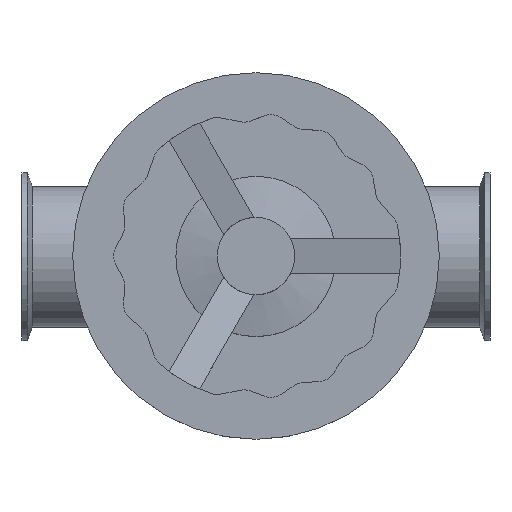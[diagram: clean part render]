
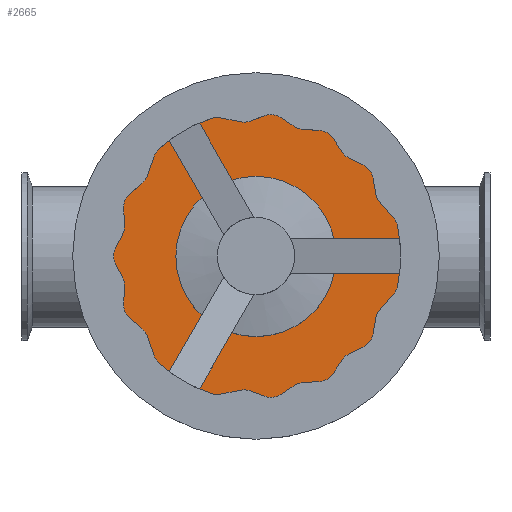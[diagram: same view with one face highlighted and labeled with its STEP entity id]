
A CAD part, top view. The second image highlights one B-rep face of the part: STEP entity #2665.
In plain terms, the highlighted planar face has unit normal (0, 0, 1).
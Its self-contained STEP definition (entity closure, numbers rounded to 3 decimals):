
#82=FACE_BOUND('',#463,.T.);
#154=PLANE('',#2981);
#297=FACE_OUTER_BOUND('',#462,.T.);
#462=EDGE_LOOP('',(#2407,#2408,#2409,#2410,#2411,#2412,#2413,#2414));
#463=EDGE_LOOP('',(#2415));
#682=LINE('',#4535,#907);
#684=LINE('',#4546,#909);
#686=LINE('',#4571,#911);
#688=LINE('',#4583,#913);
#907=VECTOR('',#3732,10.);
#909=VECTOR('',#3736,10.);
#911=VECTOR('',#3752,10.);
#913=VECTOR('',#3762,10.);
#995=CIRCLE('',#2852,43.5);
#1039=CIRCLE('',#2961,95.);
#1041=CIRCLE('',#2966,95.);
#1043=CIRCLE('',#2969,95.);
#1045=CIRCLE('',#2973,95.);
#1190=VERTEX_POINT('',#4241);
#1279=VERTEX_POINT('',#4516);
#1280=VERTEX_POINT('',#4521);
#1282=VERTEX_POINT('',#4530);
#1285=VERTEX_POINT('',#4540);
#1286=VERTEX_POINT('',#4545);
#1288=VERTEX_POINT('',#4557);
#1290=VERTEX_POINT('',#4566);
#1292=VERTEX_POINT('',#4575);
#1512=EDGE_CURVE('',#1190,#1190,#995,.T.);
#1643=EDGE_CURVE('',#1279,#1280,#1039,.T.);
#1647=EDGE_CURVE('',#1282,#1279,#682,.T.);
#1650=EDGE_CURVE('',#1285,#1286,#684,.T.);
#1653=EDGE_CURVE('',#1286,#1282,#1041,.T.);
#1656=EDGE_CURVE('',#1288,#1285,#1043,.T.);
#1659=EDGE_CURVE('',#1290,#1288,#686,.T.);
#1662=EDGE_CURVE('',#1292,#1290,#1045,.T.);
#1664=EDGE_CURVE('',#1280,#1292,#688,.T.);
#2407=ORIENTED_EDGE('',*,*,#1650,.F.);
#2408=ORIENTED_EDGE('',*,*,#1656,.F.);
#2409=ORIENTED_EDGE('',*,*,#1659,.F.);
#2410=ORIENTED_EDGE('',*,*,#1662,.F.);
#2411=ORIENTED_EDGE('',*,*,#1664,.F.);
#2412=ORIENTED_EDGE('',*,*,#1643,.F.);
#2413=ORIENTED_EDGE('',*,*,#1647,.F.);
#2414=ORIENTED_EDGE('',*,*,#1653,.F.);
#2415=ORIENTED_EDGE('',*,*,#1512,.T.);
#2665=ADVANCED_FACE('',(#297,#82),#154,.T.);
#2852=AXIS2_PLACEMENT_3D('',#4243,#3433,#3434);
#2961=AXIS2_PLACEMENT_3D('',#4522,#3727,#3728);
#2966=AXIS2_PLACEMENT_3D('',#4553,#3741,#3742);
#2969=AXIS2_PLACEMENT_3D('',#4562,#3747,#3748);
#2973=AXIS2_PLACEMENT_3D('',#4580,#3757,#3758);
#2981=AXIS2_PLACEMENT_3D('',#4602,#3782,#3783);
#3433=DIRECTION('center_axis',(0.,0.,-1.));
#3434=DIRECTION('ref_axis',(1.,0.,0.));
#3727=DIRECTION('center_axis',(0.,0.,-1.));
#3728=DIRECTION('ref_axis',(0.844,0.537,0.));
#3732=DIRECTION('',(1.,0.,0.));
#3736=DIRECTION('',(0.,1.,0.));
#3741=DIRECTION('center_axis',(0.,0.,-1.));
#3742=DIRECTION('ref_axis',(-0.537,0.844,0.));
#3747=DIRECTION('center_axis',(0.,0.,-1.));
#3748=DIRECTION('ref_axis',(-0.844,-0.537,0.));
#3752=DIRECTION('',(-1.,0.,0.));
#3757=DIRECTION('center_axis',(0.,0.,-1.));
#3758=DIRECTION('ref_axis',(0.537,-0.844,0.));
#3762=DIRECTION('',(0.,-1.,0.));
#3782=DIRECTION('center_axis',(0.,0.,1.));
#3783=DIRECTION('ref_axis',(1.,0.,0.));
#4241=CARTESIAN_POINT('',(-43.5,0.,0.));
#4243=CARTESIAN_POINT('Origin',(0.,0.,0.));
#4516=CARTESIAN_POINT('',(51.235,80.,0.));
#4521=CARTESIAN_POINT('',(80.,51.235,0.));
#4522=CARTESIAN_POINT('Origin',(0.,0.,0.));
#4530=CARTESIAN_POINT('',(-51.235,80.,0.));
#4535=CARTESIAN_POINT('',(25.763,80.,0.));
#4540=CARTESIAN_POINT('',(-80.,-51.235,0.));
#4545=CARTESIAN_POINT('',(-80.,51.235,0.));
#4546=CARTESIAN_POINT('',(-80.,25.763,0.));
#4553=CARTESIAN_POINT('Origin',(0.,0.,0.));
#4557=CARTESIAN_POINT('',(-51.235,-80.,0.));
#4562=CARTESIAN_POINT('Origin',(0.,0.,0.));
#4566=CARTESIAN_POINT('',(51.235,-80.,0.));
#4571=CARTESIAN_POINT('',(-25.763,-80.,0.));
#4575=CARTESIAN_POINT('',(80.,-51.235,0.));
#4580=CARTESIAN_POINT('Origin',(0.,0.,0.));
#4583=CARTESIAN_POINT('',(80.,-25.763,0.));
#4602=CARTESIAN_POINT('Origin',(0.,0.,
0.));
